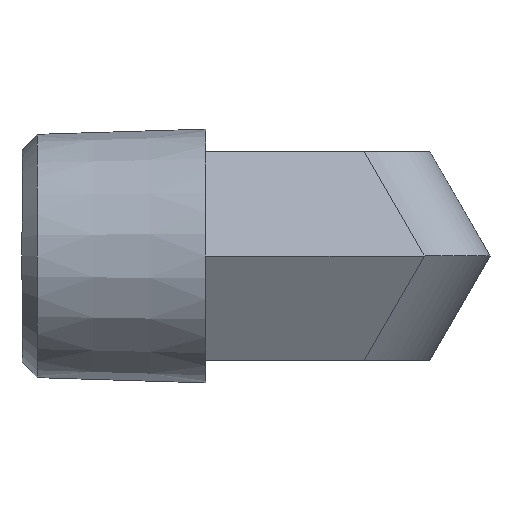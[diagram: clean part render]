
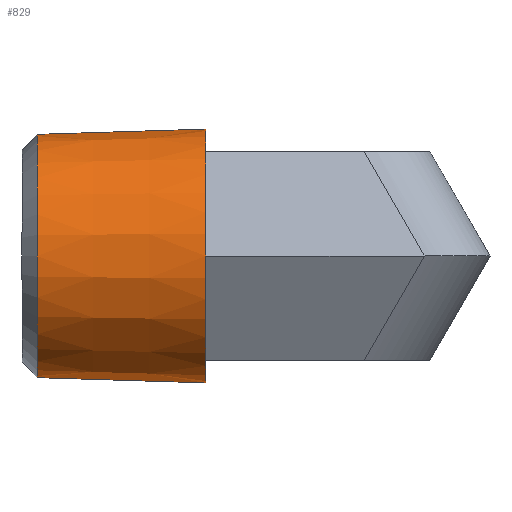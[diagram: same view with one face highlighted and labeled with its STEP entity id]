
A CAD part, left-side view. The second image highlights one B-rep face of the part: STEP entity #829.
In plain terms, the highlighted conical face has half-angle 1.77 degrees and reference radius 10.617 mm.
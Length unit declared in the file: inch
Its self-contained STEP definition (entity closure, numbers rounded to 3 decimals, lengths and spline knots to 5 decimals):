
#38 = CARTESIAN_POINT ( 'NONE',  ( 0., 0.937, 0. ) ) ;
#139 = CIRCLE ( 'NONE', #772, 0.418 ) ;
#147 = DIRECTION ( 'NONE',  ( 0., 0., 1. ) ) ;
#171 = VECTOR ( 'NONE', #705, 39.37008 ) ;
#246 = DIRECTION ( 'NONE',  ( 0., -1., 0. ) ) ;
#255 = EDGE_CURVE ( 'NONE', #1244, #387, #1042, .T. ) ;
#371 = DIRECTION ( 'NONE',  ( 0., 0., 1. ) ) ;
#387 = VERTEX_POINT ( 'NONE', #503 ) ;
#402 = LINE ( 'NONE', #1223, #718 ) ;
#450 = VERTEX_POINT ( 'NONE', #753 ) ;
#458 = CARTESIAN_POINT ( 'NONE',  ( 0., 1.49202, 0.40085 ) ) ;
#466 = DIRECTION ( 'NONE',  ( 0., -1., 0. ) ) ;
#503 = CARTESIAN_POINT ( 'NONE',  ( 0., 1.49202, -0.40085 ) ) ;
#523 = EDGE_CURVE ( 'NONE', #1244, #450, #402, .T. ) ;
#652 = DIRECTION ( 'NONE',  ( 0., -1., 0.031 ) ) ;
#705 = DIRECTION ( 'NONE',  ( 0., -1., -0.031 ) ) ;
#718 = VECTOR ( 'NONE', #652, 39.37008 ) ;
#753 = CARTESIAN_POINT ( 'NONE',  ( 0., 0.937, 0.418 ) ) ;
#762 = ORIENTED_EDGE ( 'NONE', *, *, #255, .T. ) ;
#772 = AXIS2_PLACEMENT_3D ( 'NONE', #38, #853, #147 ) ;
#796 = LINE ( 'NONE', #1389, #171 ) ;
#829 = ADVANCED_FACE ( 'NONE', ( #1185 ), #1109, .T. ) ;
#838 = EDGE_LOOP ( 'NONE', ( #762, #1262, #1078, #891 ) ) ;
#853 = DIRECTION ( 'NONE',  ( 0., 1., 0. ) ) ;
#891 = ORIENTED_EDGE ( 'NONE', *, *, #523, .F. ) ;
#915 = EDGE_CURVE ( 'NONE', #1069, #450, #139, .T. ) ;
#992 = CARTESIAN_POINT ( 'NONE',  ( 0., 0.937, -0.418 ) ) ;
#1042 = CIRCLE ( 'NONE', #1351, 0.40085 ) ;
#1069 = VERTEX_POINT ( 'NONE', #992 ) ;
#1078 = ORIENTED_EDGE ( 'NONE', *, *, #915, .T. ) ;
#1089 = AXIS2_PLACEMENT_3D ( 'NONE', #1406, #246, #371 ) ;
#1109 = CONICAL_SURFACE ( 'NONE', #1089, 0.418, 0.031 ) ;
#1159 = CARTESIAN_POINT ( 'NONE',  ( 0., 1.49202, 0. ) ) ;
#1185 = FACE_OUTER_BOUND ( 'NONE', #838, .T. ) ;
#1223 = CARTESIAN_POINT ( 'NONE',  ( 0., 0.937, 0.418 ) ) ;
#1244 = VERTEX_POINT ( 'NONE', #458 ) ;
#1262 = ORIENTED_EDGE ( 'NONE', *, *, #1299, .T. ) ;
#1275 = DIRECTION ( 'NONE',  ( 0., 0., -1. ) ) ;
#1299 = EDGE_CURVE ( 'NONE', #387, #1069, #796, .T. ) ;
#1351 = AXIS2_PLACEMENT_3D ( 'NONE', #1159, #466, #1275 ) ;
#1389 = CARTESIAN_POINT ( 'NONE',  ( 0., 0.937, -0.418 ) ) ;
#1406 = CARTESIAN_POINT ( 'NONE',  ( 0., 0.937, 0. ) ) ;
